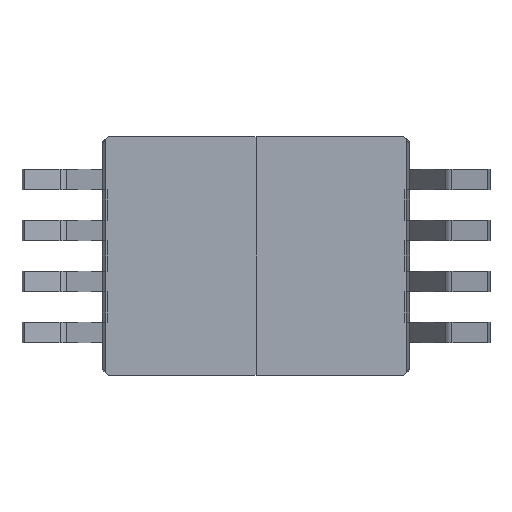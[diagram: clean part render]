
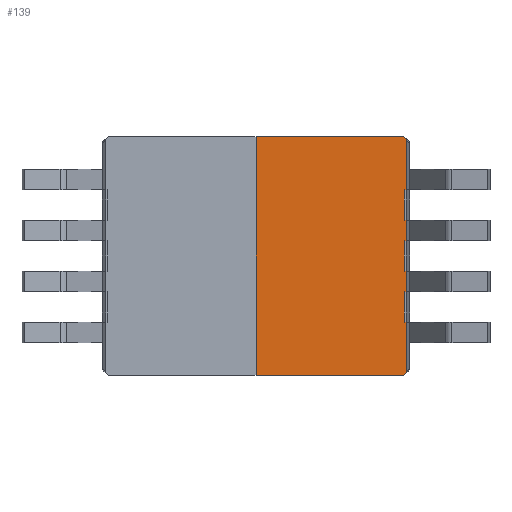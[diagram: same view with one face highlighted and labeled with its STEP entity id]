
A CAD part, front view. The second image highlights one B-rep face of the part: STEP entity #139.
In plain terms, the highlighted planar face has unit normal (0, -1, 0).
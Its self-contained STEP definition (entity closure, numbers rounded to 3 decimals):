
#21 = EDGE_CURVE('',#22,#24,#26,.T.);
#22 = VERTEX_POINT('',#23);
#23 = CARTESIAN_POINT('',(9.643,0.,5.95));
#24 = VERTEX_POINT('',#25);
#25 = CARTESIAN_POINT('',(13.292,0.,5.95));
#26 = LINE('',#27,#28);
#27 = CARTESIAN_POINT('',(9.643,0.,5.95));
#28 = VECTOR('',#29,1.);
#29 = DIRECTION('',(1.,0.,0.));
#139 = ADVANCED_FACE('',(#140),#289,.T.);
#140 = FACE_BOUND('',#141,.F.);
#141 = EDGE_LOOP('',(#142,#152,#158,#159,#178,#186,#194,#202,#210,#218,
    #226,#234,#242,#250,#258,#266,#274,#282));
#142 = ORIENTED_EDGE('',*,*,#143,.F.);
#143 = EDGE_CURVE('',#144,#146,#148,.T.);
#144 = VERTEX_POINT('',#145);
#145 = CARTESIAN_POINT('',(9.643,0.,0.));
#146 = VERTEX_POINT('',#147);
#147 = CARTESIAN_POINT('',(13.292,0.,
    0.));
#148 = LINE('',#149,#150);
#149 = CARTESIAN_POINT('',(9.643,0.,0.));
#150 = VECTOR('',#151,1.);
#151 = DIRECTION('',(1.,0.,0.));
#152 = ORIENTED_EDGE('',*,*,#153,.T.);
#153 = EDGE_CURVE('',#144,#22,#154,.T.);
#154 = LINE('',#155,#156);
#155 = CARTESIAN_POINT('',(9.643,0.,0.));
#156 = VECTOR('',#157,1.);
#157 = DIRECTION('',(0.,0.,1.));
#158 = ORIENTED_EDGE('',*,*,#21,.T.);
#159 = ORIENTED_EDGE('',*,*,#160,.T.);
#160 = EDGE_CURVE('',#24,#161,#163,.T.);
#161 = VERTEX_POINT('',#162);
#162 = CARTESIAN_POINT('',(13.393,0.,
    5.849));
#163 = B_SPLINE_CURVE_WITH_KNOTS('',7,(#164,#165,#166,#167,#168,#169,
    #170,#171,#172,#173,#174,#175,#176,#177),.UNSPECIFIED.,.F.,.F.,(8,6,
    8),(0.,0.502,1.),.UNSPECIFIED.);
#164 = CARTESIAN_POINT('',(13.292,0.,5.95));
#165 = CARTESIAN_POINT('',(13.302,0.,
    5.95));
#166 = CARTESIAN_POINT('',(13.313,0.,
    5.949));
#167 = CARTESIAN_POINT('',(13.324,0.,
    5.946));
#168 = CARTESIAN_POINT('',(13.335,0.,
    5.942));
#169 = CARTESIAN_POINT('',(13.345,0.,
    5.936));
#170 = CARTESIAN_POINT('',(13.355,0.,
    5.929));
#171 = CARTESIAN_POINT('',(13.372,0.,
    5.912));
#172 = CARTESIAN_POINT('',(13.379,0.,
    5.902));
#173 = CARTESIAN_POINT('',(13.385,0.,
    5.892));
#174 = CARTESIAN_POINT('',(13.389,0.,
    5.881));
#175 = CARTESIAN_POINT('',(13.391,0.,
    5.87));
#176 = CARTESIAN_POINT('',(13.393,0.,
    5.859));
#177 = CARTESIAN_POINT('',(13.393,0.,
    5.849));
#178 = ORIENTED_EDGE('',*,*,#179,.F.);
#179 = EDGE_CURVE('',#180,#161,#182,.T.);
#180 = VERTEX_POINT('',#181);
#181 = CARTESIAN_POINT('',(13.393,0.,4.625));
#182 = LINE('',#183,#184);
#183 = CARTESIAN_POINT('',(13.393,0.,0.));
#184 = VECTOR('',#185,1.);
#185 = DIRECTION('',(0.,0.,1.));
#186 = ORIENTED_EDGE('',*,*,#187,.F.);
#187 = EDGE_CURVE('',#188,#180,#190,.T.);
#188 = VERTEX_POINT('',#189);
#189 = CARTESIAN_POINT('',(13.344,0.,4.625));
#190 = LINE('',#191,#192);
#191 = CARTESIAN_POINT('',(11.493,0.,4.625));
#192 = VECTOR('',#193,1.);
#193 = DIRECTION('',(1.,0.,0.));
#194 = ORIENTED_EDGE('',*,*,#195,.F.);
#195 = EDGE_CURVE('',#196,#188,#198,.T.);
#196 = VERTEX_POINT('',#197);
#197 = CARTESIAN_POINT('',(13.344,0.,3.865));
#198 = LINE('',#199,#200);
#199 = CARTESIAN_POINT('',(13.344,0.,1.933));
#200 = VECTOR('',#201,1.);
#201 = DIRECTION('',(0.,0.,1.));
#202 = ORIENTED_EDGE('',*,*,#203,.F.);
#203 = EDGE_CURVE('',#204,#196,#206,.T.);
#204 = VERTEX_POINT('',#205);
#205 = CARTESIAN_POINT('',(13.393,0.,3.865));
#206 = LINE('',#207,#208);
#207 = CARTESIAN_POINT('',(12.86,0.,3.865));
#208 = VECTOR('',#209,1.);
#209 = DIRECTION('',(-1.,0.,0.));
#210 = ORIENTED_EDGE('',*,*,#211,.F.);
#211 = EDGE_CURVE('',#212,#204,#214,.T.);
#212 = VERTEX_POINT('',#213);
#213 = CARTESIAN_POINT('',(13.393,0.,3.355));
#214 = LINE('',#215,#216);
#215 = CARTESIAN_POINT('',(13.393,0.,0.));
#216 = VECTOR('',#217,1.);
#217 = DIRECTION('',(0.,0.,1.));
#218 = ORIENTED_EDGE('',*,*,#219,.F.);
#219 = EDGE_CURVE('',#220,#212,#222,.T.);
#220 = VERTEX_POINT('',#221);
#221 = CARTESIAN_POINT('',(13.344,0.,3.355));
#222 = LINE('',#223,#224);
#223 = CARTESIAN_POINT('',(11.493,0.,3.355));
#224 = VECTOR('',#225,1.);
#225 = DIRECTION('',(1.,0.,0.));
#226 = ORIENTED_EDGE('',*,*,#227,.F.);
#227 = EDGE_CURVE('',#228,#220,#230,.T.);
#228 = VERTEX_POINT('',#229);
#229 = CARTESIAN_POINT('',(13.344,0.,2.595));
#230 = LINE('',#231,#232);
#231 = CARTESIAN_POINT('',(13.344,0.,1.298));
#232 = VECTOR('',#233,1.);
#233 = DIRECTION('',(0.,0.,1.));
#234 = ORIENTED_EDGE('',*,*,#235,.F.);
#235 = EDGE_CURVE('',#236,#228,#238,.T.);
#236 = VERTEX_POINT('',#237);
#237 = CARTESIAN_POINT('',(13.393,0.,2.595));
#238 = LINE('',#239,#240);
#239 = CARTESIAN_POINT('',(12.863,0.,2.595));
#240 = VECTOR('',#241,1.);
#241 = DIRECTION('',(-1.,0.,0.));
#242 = ORIENTED_EDGE('',*,*,#243,.F.);
#243 = EDGE_CURVE('',#244,#236,#246,.T.);
#244 = VERTEX_POINT('',#245);
#245 = CARTESIAN_POINT('',(13.393,0.,2.085));
#246 = LINE('',#247,#248);
#247 = CARTESIAN_POINT('',(13.393,0.,0.));
#248 = VECTOR('',#249,1.);
#249 = DIRECTION('',(0.,0.,1.));
#250 = ORIENTED_EDGE('',*,*,#251,.F.);
#251 = EDGE_CURVE('',#252,#244,#254,.T.);
#252 = VERTEX_POINT('',#253);
#253 = CARTESIAN_POINT('',(13.344,0.,2.085));
#254 = LINE('',#255,#256);
#255 = CARTESIAN_POINT('',(11.493,0.,2.085));
#256 = VECTOR('',#257,1.);
#257 = DIRECTION('',(1.,0.,0.));
#258 = ORIENTED_EDGE('',*,*,#259,.F.);
#259 = EDGE_CURVE('',#260,#252,#262,.T.);
#260 = VERTEX_POINT('',#261);
#261 = CARTESIAN_POINT('',(13.344,0.,1.325));
#262 = LINE('',#263,#264);
#263 = CARTESIAN_POINT('',(13.344,0.,0.663));
#264 = VECTOR('',#265,1.);
#265 = DIRECTION('',(0.,0.,1.));
#266 = ORIENTED_EDGE('',*,*,#267,.F.);
#267 = EDGE_CURVE('',#268,#260,#270,.T.);
#268 = VERTEX_POINT('',#269);
#269 = CARTESIAN_POINT('',(13.393,0.,1.325));
#270 = LINE('',#271,#272);
#271 = CARTESIAN_POINT('',(12.894,0.,1.325));
#272 = VECTOR('',#273,1.);
#273 = DIRECTION('',(-1.,0.,0.));
#274 = ORIENTED_EDGE('',*,*,#275,.F.);
#275 = EDGE_CURVE('',#276,#268,#278,.T.);
#276 = VERTEX_POINT('',#277);
#277 = CARTESIAN_POINT('',(13.393,0.,0.101));
#278 = LINE('',#279,#280);
#279 = CARTESIAN_POINT('',(13.393,0.,0.));
#280 = VECTOR('',#281,1.);
#281 = DIRECTION('',(0.,0.,1.));
#282 = ORIENTED_EDGE('',*,*,#283,.F.);
#283 = EDGE_CURVE('',#146,#276,#284,.T.);
#284 = ELLIPSE('',#285,0.1,0.1);
#285 = AXIS2_PLACEMENT_3D('',#286,#287,#288);
#286 = CARTESIAN_POINT('',(13.292,0.,0.1));
#287 = DIRECTION('',(0.,-1.,0.));
#288 = DIRECTION('',(-0.753,0.,-0.658)
  );
#289 = PLANE('',#290);
#290 = AXIS2_PLACEMENT_3D('',#291,#292,#293);
#291 = CARTESIAN_POINT('',(9.643,0.,0.));
#292 = DIRECTION('',(0.,-1.,0.));
#293 = DIRECTION('',(-1.,-0.,-0.));
